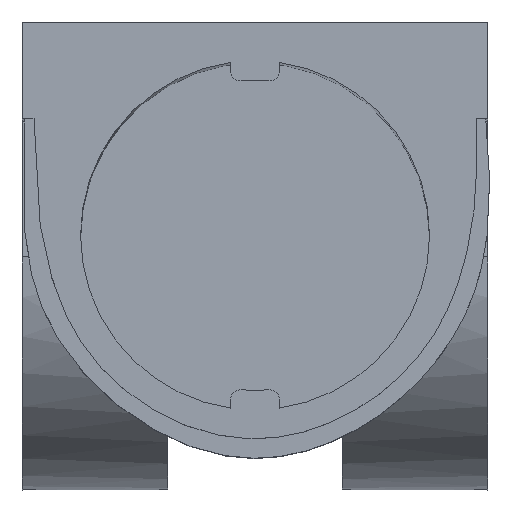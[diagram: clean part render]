
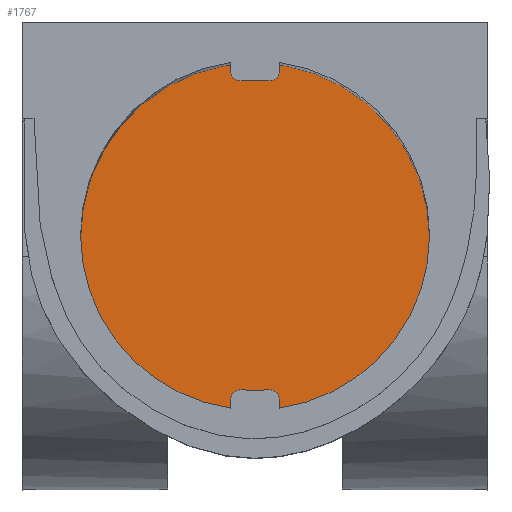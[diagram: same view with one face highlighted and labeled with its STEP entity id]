
A CAD part, top view. The second image highlights one B-rep face of the part: STEP entity #1767.
In plain terms, the highlighted planar face has unit normal (0, 0, 1).
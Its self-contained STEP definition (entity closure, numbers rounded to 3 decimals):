
#215 = VERTEX_POINT ( 'NONE', #382 ) ;
#259 = CARTESIAN_POINT ( 'NONE',  ( -0.021, -1.651, -9.012 ) ) ;
#382 = CARTESIAN_POINT ( 'NONE',  ( 14.979, -1.651, -9.012 ) ) ;
#473 = AXIS2_PLACEMENT_3D ( 'NONE', #1542, #777, #1713 ) ;
#555 = ORIENTED_EDGE ( 'NONE', *, *, #1297, .T. ) ;
#708 = ORIENTED_EDGE ( 'NONE', *, *, #927, .T. ) ;
#736 = CARTESIAN_POINT ( 'NONE',  ( -15.021, -1.651, -9.012 ) ) ;
#777 = DIRECTION ( 'NONE',  ( 0., 0., 1. ) ) ;
#842 = DIRECTION ( 'NONE',  ( 1., 0., 0. ) ) ;
#927 = EDGE_CURVE ( 'NONE', #215, #1475, #1820, .T. ) ;
#941 = PLANE ( 'NONE',  #1398 ) ;
#970 = DIRECTION ( 'NONE',  ( 0., 0., 1. ) ) ;
#1079 = CARTESIAN_POINT ( 'NONE',  ( -0.021, -1.651, -9.012 ) ) ;
#1155 = AXIS2_PLACEMENT_3D ( 'NONE', #259, #1554, #842 ) ;
#1297 = EDGE_CURVE ( 'NONE', #1475, #215, #1580, .T. ) ;
#1398 = AXIS2_PLACEMENT_3D ( 'NONE', #1079, #970, #1700 ) ;
#1475 = VERTEX_POINT ( 'NONE', #736 ) ;
#1542 = CARTESIAN_POINT ( 'NONE',  ( -0.021, -1.651, -9.012 ) ) ;
#1554 = DIRECTION ( 'NONE',  ( 0., 0., 1. ) ) ;
#1580 = CIRCLE ( 'NONE', #1155, 15. ) ;
#1585 = EDGE_LOOP ( 'NONE', ( #555, #708 ) ) ;
#1700 = DIRECTION ( 'NONE',  ( 1., 0., 0. ) ) ;
#1713 = DIRECTION ( 'NONE',  ( 1., 0., 0. ) ) ;
#1767 = ADVANCED_FACE ( 'NONE', ( #1836 ), #941, .T. ) ;
#1820 = CIRCLE ( 'NONE', #473, 15. ) ;
#1836 = FACE_OUTER_BOUND ( 'NONE', #1585, .T. ) ;
